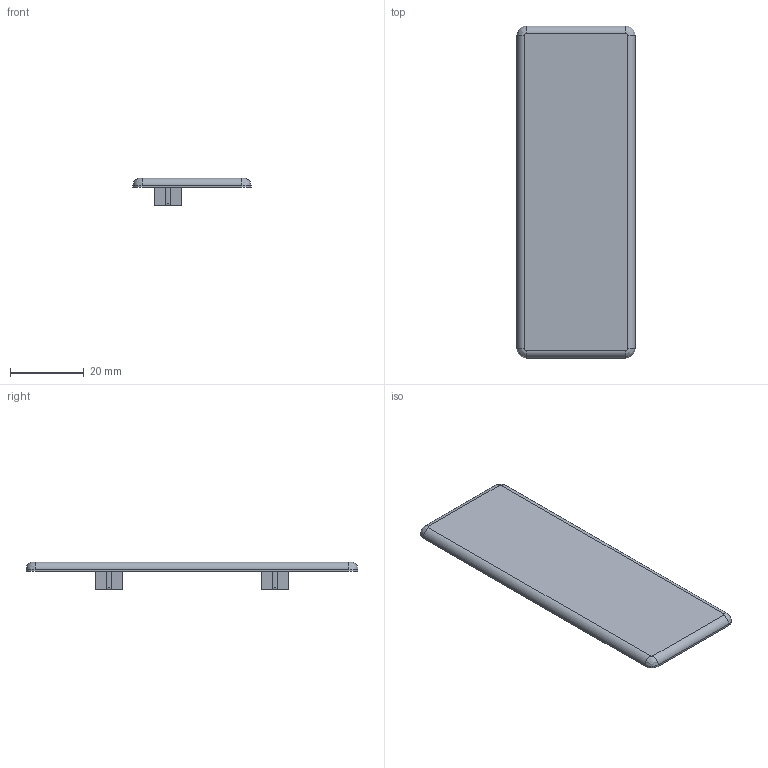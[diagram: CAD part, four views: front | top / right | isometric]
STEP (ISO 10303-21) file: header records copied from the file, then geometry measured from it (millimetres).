
FILE_DESCRIPTION(/* description */ (''),/* implementation_level */ '2;1');
FILE_NAME(/* name */ '60-210-2.step',/* time_stamp */ '2021-09-27T09:39:41-04:00',/* author */ (''),/* organization */ (''),/* preprocessor_version */ 'ST-DEVELOPER v18.1',/* originating_system */ 'Autodesk Translation Framework v10.10.0.1391',/* authorisation */ '');
FILE_SCHEMA (('AUTOMOTIVE_DESIGN { 1 0 10303 214 3 1 1 }'));
Length unit declared in the file: millimetre
Products named in the file (1): 084.201.085
Bounding box: 32 x 90 x 7.5 mm (x, y, z)
Volume: 7142.7 mm3; surface area: 6426.3 mm2
Topology: 1 solids, 1 shells, 52 faces, 136 edges, 88 vertices
Faces by surface type: plane 24, cylinder 16, torus 8, bspline 4
Entity records: 1768 total; most frequent: CARTESIAN_POINT 453, ORIENTED_EDGE 272, DIRECTION 262, EDGE_CURVE 136, AXIS2_PLACEMENT_3D 93, VERTEX_POINT 88, LINE 76, VECTOR 76
